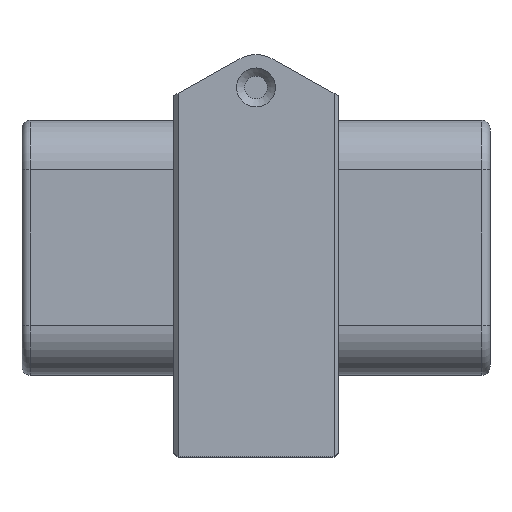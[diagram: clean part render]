
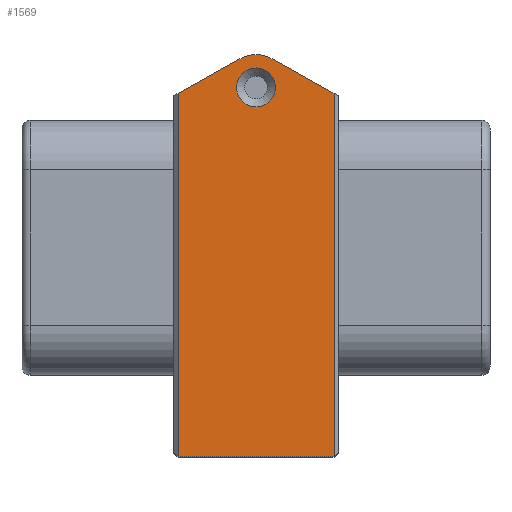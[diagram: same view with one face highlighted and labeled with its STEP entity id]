
A CAD part, top view. The second image highlights one B-rep face of the part: STEP entity #1569.
In plain terms, the highlighted planar face has unit normal (0, 0, 1).
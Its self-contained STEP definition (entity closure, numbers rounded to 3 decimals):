
#1569 = ADVANCED_FACE('',(#1570,#1750),#1584,.F.);
#1570 = FACE_BOUND('',#1571,.F.);
#1571 = EDGE_LOOP('',(#1572,#1607,#1635,#1663,#1696,#1724));
#1572 = ORIENTED_EDGE('',*,*,#1573,.F.);
#1573 = EDGE_CURVE('',#1574,#1576,#1578,.T.);
#1574 = VERTEX_POINT('',#1575);
#1575 = CARTESIAN_POINT('',(-9.5,4.5,18.));
#1576 = VERTEX_POINT('',#1577);
#1577 = CARTESIAN_POINT('',(9.5,4.5,18.));
#1578 = SURFACE_CURVE('',#1579,(#1583,#1595),.PCURVE_S1.);
#1579 = LINE('',#1580,#1581);
#1580 = CARTESIAN_POINT('',(0.,4.5,18.));
#1581 = VECTOR('',#1582,1.);
#1582 = DIRECTION('',(1.,0.,0.));
#1583 = PCURVE('',#1584,#1589);
#1584 = PLANE('',#1585);
#1585 = AXIS2_PLACEMENT_3D('',#1586,#1587,#1588);
#1586 = CARTESIAN_POINT('',(-10.,4.5,18.));
#1587 = DIRECTION('',(0.,0.,-1.));
#1588 = DIRECTION('',(-1.,0.,0.));
#1589 = DEFINITIONAL_REPRESENTATION('',(#1590),#1594);
#1590 = LINE('',#1591,#1592);
#1591 = CARTESIAN_POINT('',(-10.,0.));
#1592 = VECTOR('',#1593,1.);
#1593 = DIRECTION('',(-1.,0.));
#1594 = ( GEOMETRIC_REPRESENTATION_CONTEXT(2) 
PARAMETRIC_REPRESENTATION_CONTEXT() REPRESENTATION_CONTEXT('2D SPACE',''
  ) );
#1595 = PCURVE('',#1596,#1601);
#1596 = PLANE('',#1597);
#1597 = AXIS2_PLACEMENT_3D('',#1598,#1599,#1600);
#1598 = CARTESIAN_POINT('',(0.,4.5,-15.));
#1599 = DIRECTION('',(0.,-1.,0.));
#1600 = DIRECTION('',(0.,0.,-1.));
#1601 = DEFINITIONAL_REPRESENTATION('',(#1602),#1606);
#1602 = LINE('',#1603,#1604);
#1603 = CARTESIAN_POINT('',(-33.,0.));
#1604 = VECTOR('',#1605,1.);
#1605 = DIRECTION('',(0.,1.));
#1606 = ( GEOMETRIC_REPRESENTATION_CONTEXT(2) 
PARAMETRIC_REPRESENTATION_CONTEXT() REPRESENTATION_CONTEXT('2D SPACE',''
  ) );
#1607 = ORIENTED_EDGE('',*,*,#1608,.T.);
#1608 = EDGE_CURVE('',#1574,#1609,#1611,.T.);
#1609 = VERTEX_POINT('',#1610);
#1610 = CARTESIAN_POINT('',(-9.5,48.779,18.));
#1611 = SURFACE_CURVE('',#1612,(#1616,#1623),.PCURVE_S1.);
#1612 = LINE('',#1613,#1614);
#1613 = CARTESIAN_POINT('',(-9.5,4.5,18.));
#1614 = VECTOR('',#1615,1.);
#1615 = DIRECTION('',(0.,1.,0.));
#1616 = PCURVE('',#1584,#1617);
#1617 = DEFINITIONAL_REPRESENTATION('',(#1618),#1622);
#1618 = LINE('',#1619,#1620);
#1619 = CARTESIAN_POINT('',(-0.5,0.));
#1620 = VECTOR('',#1621,1.);
#1621 = DIRECTION('',(0.,1.));
#1622 = ( GEOMETRIC_REPRESENTATION_CONTEXT(2) 
PARAMETRIC_REPRESENTATION_CONTEXT() REPRESENTATION_CONTEXT('2D SPACE',''
  ) );
#1623 = PCURVE('',#1624,#1629);
#1624 = PLANE('',#1625);
#1625 = AXIS2_PLACEMENT_3D('',#1626,#1627,#1628);
#1626 = CARTESIAN_POINT('',(-9.75,4.5,17.75));
#1627 = DIRECTION('',(-0.707,0.,0.707));
#1628 = DIRECTION('',(0.,1.,0.));
#1629 = DEFINITIONAL_REPRESENTATION('',(#1630),#1634);
#1630 = LINE('',#1631,#1632);
#1631 = CARTESIAN_POINT('',(0.,-0.354));
#1632 = VECTOR('',#1633,1.);
#1633 = DIRECTION('',(1.,0.));
#1634 = ( GEOMETRIC_REPRESENTATION_CONTEXT(2) 
PARAMETRIC_REPRESENTATION_CONTEXT() REPRESENTATION_CONTEXT('2D SPACE',''
  ) );
#1635 = ORIENTED_EDGE('',*,*,#1636,.F.);
#1636 = EDGE_CURVE('',#1637,#1609,#1639,.T.);
#1637 = VERTEX_POINT('',#1638);
#1638 = CARTESIAN_POINT('',(-1.949,52.993,18.));
#1639 = SURFACE_CURVE('',#1640,(#1644,#1651),.PCURVE_S1.);
#1640 = LINE('',#1641,#1642);
#1641 = CARTESIAN_POINT('',(-1.949,52.993,18.));
#1642 = VECTOR('',#1643,1.);
#1643 = DIRECTION('',(-0.873,-0.487,0.));
#1644 = PCURVE('',#1584,#1645);
#1645 = DEFINITIONAL_REPRESENTATION('',(#1646),#1650);
#1646 = LINE('',#1647,#1648);
#1647 = CARTESIAN_POINT('',(-8.051,48.493));
#1648 = VECTOR('',#1649,1.);
#1649 = DIRECTION('',(0.873,-0.487));
#1650 = ( GEOMETRIC_REPRESENTATION_CONTEXT(2) 
PARAMETRIC_REPRESENTATION_CONTEXT() REPRESENTATION_CONTEXT('2D SPACE',''
  ) );
#1651 = PCURVE('',#1652,#1657);
#1652 = PLANE('',#1653);
#1653 = AXIS2_PLACEMENT_3D('',#1654,#1655,#1656);
#1654 = CARTESIAN_POINT('',(-1.949,52.993,18.));
#1655 = DIRECTION('',(-0.487,0.873,0.));
#1656 = DIRECTION('',(-0.873,-0.487,0.));
#1657 = DEFINITIONAL_REPRESENTATION('',(#1658),#1662);
#1658 = LINE('',#1659,#1660);
#1659 = CARTESIAN_POINT('',(0.,0.));
#1660 = VECTOR('',#1661,1.);
#1661 = DIRECTION('',(1.,0.));
#1662 = ( GEOMETRIC_REPRESENTATION_CONTEXT(2) 
PARAMETRIC_REPRESENTATION_CONTEXT() REPRESENTATION_CONTEXT('2D SPACE',''
  ) );
#1663 = ORIENTED_EDGE('',*,*,#1664,.F.);
#1664 = EDGE_CURVE('',#1665,#1637,#1667,.T.);
#1665 = VERTEX_POINT('',#1666);
#1666 = CARTESIAN_POINT('',(1.949,52.993,18.));
#1667 = SURFACE_CURVE('',#1668,(#1673,#1684),.PCURVE_S1.);
#1668 = CIRCLE('',#1669,4.);
#1669 = AXIS2_PLACEMENT_3D('',#1670,#1671,#1672);
#1670 = CARTESIAN_POINT('',(0.,49.5,18.));
#1671 = DIRECTION('',(0.,0.,1.));
#1672 = DIRECTION('',(1.,0.,0.));
#1673 = PCURVE('',#1584,#1674);
#1674 = DEFINITIONAL_REPRESENTATION('',(#1675),#1683);
#1675 = ( BOUNDED_CURVE() B_SPLINE_CURVE(2,(#1676,#1677,#1678,#1679,
#1680,#1681,#1682),.UNSPECIFIED.,.T.,.F.) B_SPLINE_CURVE_WITH_KNOTS((1,2
    ,2,2,2,1),(-2.094,0.,2.094,4.189,
6.283,8.378),.UNSPECIFIED.) CURVE() 
GEOMETRIC_REPRESENTATION_ITEM() RATIONAL_B_SPLINE_CURVE((1.,0.5,1.,0.5,
1.,0.5,1.)) REPRESENTATION_ITEM('') );
#1676 = CARTESIAN_POINT('',(-14.,45.));
#1677 = CARTESIAN_POINT('',(-14.,51.928));
#1678 = CARTESIAN_POINT('',(-8.,48.464));
#1679 = CARTESIAN_POINT('',(-2.,45.));
#1680 = CARTESIAN_POINT('',(-8.,41.536));
#1681 = CARTESIAN_POINT('',(-14.,38.072));
#1682 = CARTESIAN_POINT('',(-14.,45.));
#1683 = ( GEOMETRIC_REPRESENTATION_CONTEXT(2) 
PARAMETRIC_REPRESENTATION_CONTEXT() REPRESENTATION_CONTEXT('2D SPACE',''
  ) );
#1684 = PCURVE('',#1685,#1690);
#1685 = CYLINDRICAL_SURFACE('',#1686,4.);
#1686 = AXIS2_PLACEMENT_3D('',#1687,#1688,#1689);
#1687 = CARTESIAN_POINT('',(0.,49.5,18.));
#1688 = DIRECTION('',(0.,0.,1.));
#1689 = DIRECTION('',(1.,0.,0.));
#1690 = DEFINITIONAL_REPRESENTATION('',(#1691),#1695);
#1691 = LINE('',#1692,#1693);
#1692 = CARTESIAN_POINT('',(0.,0.));
#1693 = VECTOR('',#1694,1.);
#1694 = DIRECTION('',(1.,0.));
#1695 = ( GEOMETRIC_REPRESENTATION_CONTEXT(2) 
PARAMETRIC_REPRESENTATION_CONTEXT() REPRESENTATION_CONTEXT('2D SPACE',''
  ) );
#1696 = ORIENTED_EDGE('',*,*,#1697,.F.);
#1697 = EDGE_CURVE('',#1698,#1665,#1700,.T.);
#1698 = VERTEX_POINT('',#1699);
#1699 = CARTESIAN_POINT('',(9.5,48.779,18.));
#1700 = SURFACE_CURVE('',#1701,(#1705,#1712),.PCURVE_S1.);
#1701 = LINE('',#1702,#1703);
#1702 = CARTESIAN_POINT('',(10.,48.5,18.));
#1703 = VECTOR('',#1704,1.);
#1704 = DIRECTION('',(-0.873,0.487,0.));
#1705 = PCURVE('',#1584,#1706);
#1706 = DEFINITIONAL_REPRESENTATION('',(#1707),#1711);
#1707 = LINE('',#1708,#1709);
#1708 = CARTESIAN_POINT('',(-20.,44.));
#1709 = VECTOR('',#1710,1.);
#1710 = DIRECTION('',(0.873,0.487));
#1711 = ( GEOMETRIC_REPRESENTATION_CONTEXT(2) 
PARAMETRIC_REPRESENTATION_CONTEXT() REPRESENTATION_CONTEXT('2D SPACE',''
  ) );
#1712 = PCURVE('',#1713,#1718);
#1713 = PLANE('',#1714);
#1714 = AXIS2_PLACEMENT_3D('',#1715,#1716,#1717);
#1715 = CARTESIAN_POINT('',(10.,48.5,18.));
#1716 = DIRECTION('',(0.487,0.873,0.));
#1717 = DIRECTION('',(-0.873,0.487,0.));
#1718 = DEFINITIONAL_REPRESENTATION('',(#1719),#1723);
#1719 = LINE('',#1720,#1721);
#1720 = CARTESIAN_POINT('',(0.,0.));
#1721 = VECTOR('',#1722,1.);
#1722 = DIRECTION('',(1.,0.));
#1723 = ( GEOMETRIC_REPRESENTATION_CONTEXT(2) 
PARAMETRIC_REPRESENTATION_CONTEXT() REPRESENTATION_CONTEXT('2D SPACE',''
  ) );
#1724 = ORIENTED_EDGE('',*,*,#1725,.F.);
#1725 = EDGE_CURVE('',#1576,#1698,#1726,.T.);
#1726 = SURFACE_CURVE('',#1727,(#1731,#1738),.PCURVE_S1.);
#1727 = LINE('',#1728,#1729);
#1728 = CARTESIAN_POINT('',(9.5,4.5,18.));
#1729 = VECTOR('',#1730,1.);
#1730 = DIRECTION('',(0.,1.,0.));
#1731 = PCURVE('',#1584,#1732);
#1732 = DEFINITIONAL_REPRESENTATION('',(#1733),#1737);
#1733 = LINE('',#1734,#1735);
#1734 = CARTESIAN_POINT('',(-19.5,0.));
#1735 = VECTOR('',#1736,1.);
#1736 = DIRECTION('',(0.,1.));
#1737 = ( GEOMETRIC_REPRESENTATION_CONTEXT(2) 
PARAMETRIC_REPRESENTATION_CONTEXT() REPRESENTATION_CONTEXT('2D SPACE',''
  ) );
#1738 = PCURVE('',#1739,#1744);
#1739 = PLANE('',#1740);
#1740 = AXIS2_PLACEMENT_3D('',#1741,#1742,#1743);
#1741 = CARTESIAN_POINT('',(9.75,4.5,17.75));
#1742 = DIRECTION('',(-0.707,0.,-0.707));
#1743 = DIRECTION('',(0.,1.,0.));
#1744 = DEFINITIONAL_REPRESENTATION('',(#1745),#1749);
#1745 = LINE('',#1746,#1747);
#1746 = CARTESIAN_POINT('',(0.,-0.354));
#1747 = VECTOR('',#1748,1.);
#1748 = DIRECTION('',(1.,0.));
#1749 = ( GEOMETRIC_REPRESENTATION_CONTEXT(2) 
PARAMETRIC_REPRESENTATION_CONTEXT() REPRESENTATION_CONTEXT('2D SPACE',''
  ) );
#1750 = FACE_BOUND('',#1751,.F.);
#1751 = EDGE_LOOP('',(#1752));
#1752 = ORIENTED_EDGE('',*,*,#1753,.T.);
#1753 = EDGE_CURVE('',#1754,#1754,#1756,.T.);
#1754 = VERTEX_POINT('',#1755);
#1755 = CARTESIAN_POINT('',(2.375,49.5,18.));
#1756 = SURFACE_CURVE('',#1757,(#1762,#1773),.PCURVE_S1.);
#1757 = CIRCLE('',#1758,2.375);
#1758 = AXIS2_PLACEMENT_3D('',#1759,#1760,#1761);
#1759 = CARTESIAN_POINT('',(0.,49.5,18.));
#1760 = DIRECTION('',(0.,0.,1.));
#1761 = DIRECTION('',(1.,0.,0.));
#1762 = PCURVE('',#1584,#1763);
#1763 = DEFINITIONAL_REPRESENTATION('',(#1764),#1772);
#1764 = ( BOUNDED_CURVE() B_SPLINE_CURVE(2,(#1765,#1766,#1767,#1768,
#1769,#1770,#1771),.UNSPECIFIED.,.T.,.F.) B_SPLINE_CURVE_WITH_KNOTS((1,2
    ,2,2,2,1),(-2.094,0.,2.094,4.189,
6.283,8.378),.UNSPECIFIED.) CURVE() 
GEOMETRIC_REPRESENTATION_ITEM() RATIONAL_B_SPLINE_CURVE((1.,0.5,1.,0.5,
1.,0.5,1.)) REPRESENTATION_ITEM('') );
#1765 = CARTESIAN_POINT('',(-12.375,45.));
#1766 = CARTESIAN_POINT('',(-12.375,49.114));
#1767 = CARTESIAN_POINT('',(-8.813,47.057));
#1768 = CARTESIAN_POINT('',(-5.25,45.));
#1769 = CARTESIAN_POINT('',(-8.813,42.943));
#1770 = CARTESIAN_POINT('',(-12.375,40.886));
#1771 = CARTESIAN_POINT('',(-12.375,45.));
#1772 = ( GEOMETRIC_REPRESENTATION_CONTEXT(2) 
PARAMETRIC_REPRESENTATION_CONTEXT() REPRESENTATION_CONTEXT('2D SPACE',''
  ) );
#1773 = PCURVE('',#1774,#1779);
#1774 = CONICAL_SURFACE('',#1775,1.375,0.785);
#1775 = AXIS2_PLACEMENT_3D('',#1776,#1777,#1778);
#1776 = CARTESIAN_POINT('',(0.,49.5,17.));
#1777 = DIRECTION('',(0.,0.,1.));
#1778 = DIRECTION('',(1.,0.,0.));
#1779 = DEFINITIONAL_REPRESENTATION('',(#1780),#1784);
#1780 = LINE('',#1781,#1782);
#1781 = CARTESIAN_POINT('',(-0.,1.));
#1782 = VECTOR('',#1783,1.);
#1783 = DIRECTION('',(1.,-0.));
#1784 = ( GEOMETRIC_REPRESENTATION_CONTEXT(2) 
PARAMETRIC_REPRESENTATION_CONTEXT() REPRESENTATION_CONTEXT('2D SPACE',''
  ) );
